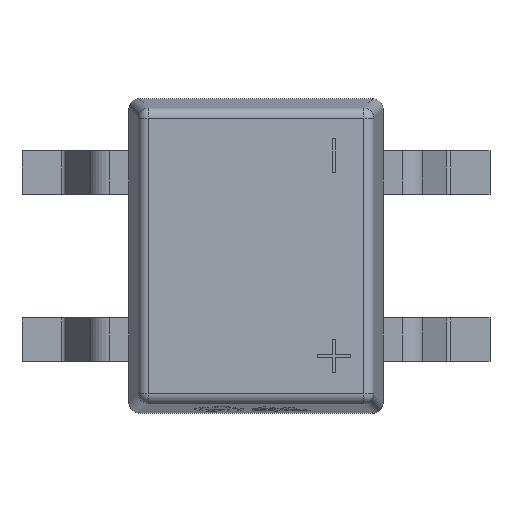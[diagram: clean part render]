
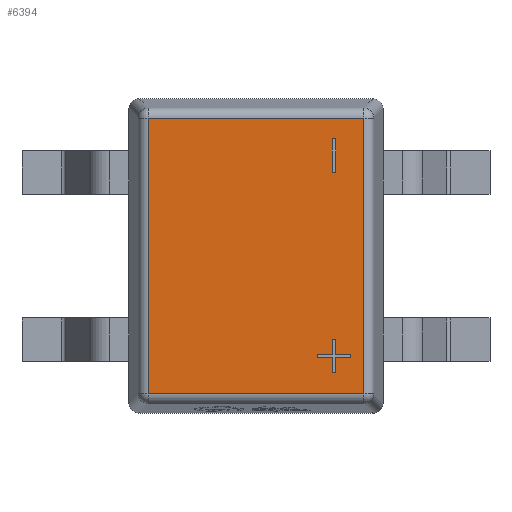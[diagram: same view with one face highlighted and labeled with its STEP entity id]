
A CAD part, top view. The second image highlights one B-rep face of the part: STEP entity #6394.
In plain terms, the highlighted planar face has unit normal (0, 0, 1).
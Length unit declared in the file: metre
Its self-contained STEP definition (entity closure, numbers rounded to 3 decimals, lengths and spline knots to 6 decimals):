
#678=LINE('',#11586,#1311);
#681=LINE('',#11592,#1314);
#683=LINE('',#11596,#1316);
#685=LINE('',#11600,#1318);
#699=LINE('',#11629,#1332);
#702=LINE('',#11635,#1335);
#704=LINE('',#11639,#1337);
#706=LINE('',#11643,#1339);
#709=LINE('',#11649,#1342);
#711=LINE('',#11653,#1344);
#712=LINE('',#11655,#1345);
#714=LINE('',#11659,#1347);
#716=LINE('',#11663,#1349);
#718=LINE('',#11667,#1351);
#719=LINE('',#11669,#1352);
#721=LINE('',#11673,#1354);
#750=LINE('',#11815,#1383);
#753=LINE('',#11822,#1386);
#758=LINE('',#11837,#1391);
#761=LINE('',#11845,#1394);
#1311=VECTOR('',#8435,1.);
#1314=VECTOR('',#8440,1.);
#1316=VECTOR('',#8444,1.);
#1318=VECTOR('',#8448,1.);
#1332=VECTOR('',#8466,1.);
#1335=VECTOR('',#8471,1.);
#1337=VECTOR('',#8475,1.);
#1339=VECTOR('',#8479,1.);
#1342=VECTOR('',#8484,1.);
#1344=VECTOR('',#8488,1.);
#1345=VECTOR('',#8491,1.);
#1347=VECTOR('',#8495,1.);
#1349=VECTOR('',#8499,1.);
#1351=VECTOR('',#8503,1.);
#1352=VECTOR('',#8506,1.);
#1354=VECTOR('',#8510,1.);
#1383=VECTOR('',#8665,1.);
#1386=VECTOR('',#8672,1.);
#1391=VECTOR('',#8689,1.);
#1394=VECTOR('',#8702,1.);
#3113=ORIENTED_EDGE('',*,*,#4112,.T.);
#3114=ORIENTED_EDGE('',*,*,#4117,.T.);
#3115=ORIENTED_EDGE('',*,*,#4115,.F.);
#3116=ORIENTED_EDGE('',*,*,#4122,.T.);
#3117=ORIENTED_EDGE('',*,*,#4120,.F.);
#3118=ORIENTED_EDGE('',*,*,#4118,.F.);
#3119=ORIENTED_EDGE('',*,*,#4105,.F.);
#3120=ORIENTED_EDGE('',*,*,#4110,.F.);
#3121=ORIENTED_EDGE('',*,*,#4108,.T.);
#3122=ORIENTED_EDGE('',*,*,#4124,.F.);
#3123=ORIENTED_EDGE('',*,*,#4127,.T.);
#3124=ORIENTED_EDGE('',*,*,#4125,.T.);
#3125=ORIENTED_EDGE('',*,*,#4210,.T.);
#3126=ORIENTED_EDGE('',*,*,#4215,.T.);
#3127=ORIENTED_EDGE('',*,*,#4202,.T.);
#3128=ORIENTED_EDGE('',*,*,#4198,.T.);
#3129=ORIENTED_EDGE('',*,*,#4084,.F.);
#3130=ORIENTED_EDGE('',*,*,#4091,.F.);
#3131=ORIENTED_EDGE('',*,*,#4089,.T.);
#3132=ORIENTED_EDGE('',*,*,#4087,.T.);
#4084=EDGE_CURVE('',#4740,#4741,#678,.T.);
#4087=EDGE_CURVE('',#4742,#4741,#681,.T.);
#4089=EDGE_CURVE('',#4743,#4742,#683,.T.);
#4091=EDGE_CURVE('',#4743,#4740,#685,.T.);
#4105=EDGE_CURVE('',#4756,#4757,#699,.T.);
#4108=EDGE_CURVE('',#4759,#4758,#702,.T.);
#4110=EDGE_CURVE('',#4759,#4756,#704,.T.);
#4112=EDGE_CURVE('',#4761,#4760,#706,.T.);
#4115=EDGE_CURVE('',#4762,#4763,#709,.T.);
#4117=EDGE_CURVE('',#4760,#4763,#711,.T.);
#4118=EDGE_CURVE('',#4757,#4764,#712,.T.);
#4120=EDGE_CURVE('',#4764,#4765,#714,.T.);
#4122=EDGE_CURVE('',#4762,#4765,#716,.T.);
#4124=EDGE_CURVE('',#4766,#4758,#718,.T.);
#4125=EDGE_CURVE('',#4767,#4761,#719,.T.);
#4127=EDGE_CURVE('',#4766,#4767,#721,.T.);
#4198=EDGE_CURVE('',#4804,#4817,#750,.T.);
#4202=EDGE_CURVE('',#4818,#4804,#753,.T.);
#4210=EDGE_CURVE('',#4817,#4823,#758,.T.);
#4215=EDGE_CURVE('',#4823,#4818,#761,.T.);
#4740=VERTEX_POINT('',#11587);
#4741=VERTEX_POINT('',#11588);
#4742=VERTEX_POINT('',#11593);
#4743=VERTEX_POINT('',#11597);
#4756=VERTEX_POINT('',#11628);
#4757=VERTEX_POINT('',#11630);
#4758=VERTEX_POINT('',#11634);
#4759=VERTEX_POINT('',#11636);
#4760=VERTEX_POINT('',#11642);
#4761=VERTEX_POINT('',#11644);
#4762=VERTEX_POINT('',#11648);
#4763=VERTEX_POINT('',#11650);
#4764=VERTEX_POINT('',#11656);
#4765=VERTEX_POINT('',#11660);
#4766=VERTEX_POINT('',#11666);
#4767=VERTEX_POINT('',#11670);
#4804=VERTEX_POINT('',#11780);
#4817=VERTEX_POINT('',#11812);
#4818=VERTEX_POINT('',#11819);
#4823=VERTEX_POINT('',#11836);
#5357=EDGE_LOOP('',(#3113,#3114,#3115,#3116,#3117,#3118,#3119,#3120,#3121,
#3122,#3123,#3124));
#5358=EDGE_LOOP('',(#3125,#3126,#3127,#3128));
#5359=EDGE_LOOP('',(#3129,#3130,#3131,#3132));
#5717=FACE_BOUND('',#5357,.T.);
#5718=FACE_BOUND('',#5358,.T.);
#5719=FACE_BOUND('',#5359,.T.);
#5930=PLANE('',#7466);
#6394=ADVANCED_FACE('',(#5717,#5718,#5719),#5930,.F.);
#7466=AXIS2_PLACEMENT_3D('',#11874,#8743,#8744);
#8435=DIRECTION('',(0.,-1.,0.));
#8440=DIRECTION('',(-1.,0.,0.));
#8444=DIRECTION('',(0.,-1.,0.));
#8448=DIRECTION('',(-1.,0.,0.));
#8466=DIRECTION('',(0.,-1.,0.));
#8471=DIRECTION('',(0.,-1.,0.));
#8475=DIRECTION('',(-1.,0.,0.));
#8479=DIRECTION('',(0.,-1.,0.));
#8484=DIRECTION('',(0.,-1.,0.));
#8488=DIRECTION('',(-1.,0.,0.));
#8491=DIRECTION('',(-1.,0.,0.));
#8495=DIRECTION('',(0.,-1.,0.));
#8499=DIRECTION('',(-1.,0.,0.));
#8503=DIRECTION('',(-1.,0.,0.));
#8506=DIRECTION('',(-1.,0.,0.));
#8510=DIRECTION('',(0.,-1.,0.));
#8665=DIRECTION('',(0.,-1.,0.));
#8672=DIRECTION('',(-1.,0.,0.));
#8689=DIRECTION('',(1.,0.,0.));
#8702=DIRECTION('',(0.,1.,0.));
#8743=DIRECTION('',(0.,0.,-1.));
#8744=DIRECTION('',(0.,1.,0.));
#11586=CARTESIAN_POINT('',(0.001138,-0.001249,0.002647));
#11587=CARTESIAN_POINT('',(0.001138,0.001749,0.002647));
#11588=CARTESIAN_POINT('',(0.001138,0.001249,0.002647));
#11592=CARTESIAN_POINT('',(0.001188,0.001249,0.002647));
#11593=CARTESIAN_POINT('',(0.001188,0.001249,0.002647));
#11596=CARTESIAN_POINT('',(0.001188,0.,0.002647));
#11597=CARTESIAN_POINT('',(0.001188,0.001749,0.002647));
#11600=CARTESIAN_POINT('',(0.001188,0.001749,0.002647));
#11628=CARTESIAN_POINT('',(0.001138,-0.001249,0.002647));
#11629=CARTESIAN_POINT('',(0.001138,-0.001249,0.002647));
#11630=CARTESIAN_POINT('',(0.001138,-0.001474,0.002647));
#11634=CARTESIAN_POINT('',(0.001188,-0.001474,0.002647));
#11635=CARTESIAN_POINT('',(0.001188,-0.001249,0.002647));
#11636=CARTESIAN_POINT('',(0.001188,-0.001249,0.002647));
#11639=CARTESIAN_POINT('',(0.001188,-0.001249,0.002647));
#11642=CARTESIAN_POINT('',(0.001188,-0.001749,0.002647));
#11643=CARTESIAN_POINT('',(0.001188,-0.001249,0.002647));
#11644=CARTESIAN_POINT('',(0.001188,-0.001524,0.002647));
#11648=CARTESIAN_POINT('',(0.001138,-0.001524,0.002647));
#11649=CARTESIAN_POINT('',(0.001138,-0.001249,0.002647));
#11650=CARTESIAN_POINT('',(0.001138,-0.001749,0.002647));
#11653=CARTESIAN_POINT('',(0.001188,-0.001749,0.002647));
#11655=CARTESIAN_POINT('',(0.001413,-0.001474,0.002647));
#11656=CARTESIAN_POINT('',(0.000913,-0.001474,0.002647));
#11659=CARTESIAN_POINT('',(0.000913,-0.001474,0.002647));
#11660=CARTESIAN_POINT('',(0.000913,-0.001524,0.002647));
#11663=CARTESIAN_POINT('',(0.001413,-0.001524,0.002647));
#11666=CARTESIAN_POINT('',(0.001413,-0.001474,0.002647));
#11667=CARTESIAN_POINT('',(0.001413,-0.001474,0.002647));
#11669=CARTESIAN_POINT('',(0.001413,-0.001524,0.002647));
#11670=CARTESIAN_POINT('',(0.001413,-0.001524,0.002647));
#11673=CARTESIAN_POINT('',(0.001413,-0.001474,0.002647));
#11780=CARTESIAN_POINT('',(-0.00161,0.00206,0.002647));
#11812=CARTESIAN_POINT('',(-0.00161,-0.00206,0.002647));
#11815=CARTESIAN_POINT('',(-0.00161,-0.00219,0.002647));
#11819=CARTESIAN_POINT('',(0.00161,0.00206,0.002647));
#11822=CARTESIAN_POINT('',(-0.00174,0.00206,0.002647));
#11836=CARTESIAN_POINT('',(0.00161,-0.00206,0.002647));
#11837=CARTESIAN_POINT('',(0.00174,-0.00206,0.002647));
#11845=CARTESIAN_POINT('',(0.00161,0.00219,0.002647));
#11874=CARTESIAN_POINT('',(0.,0.,0.002647));
